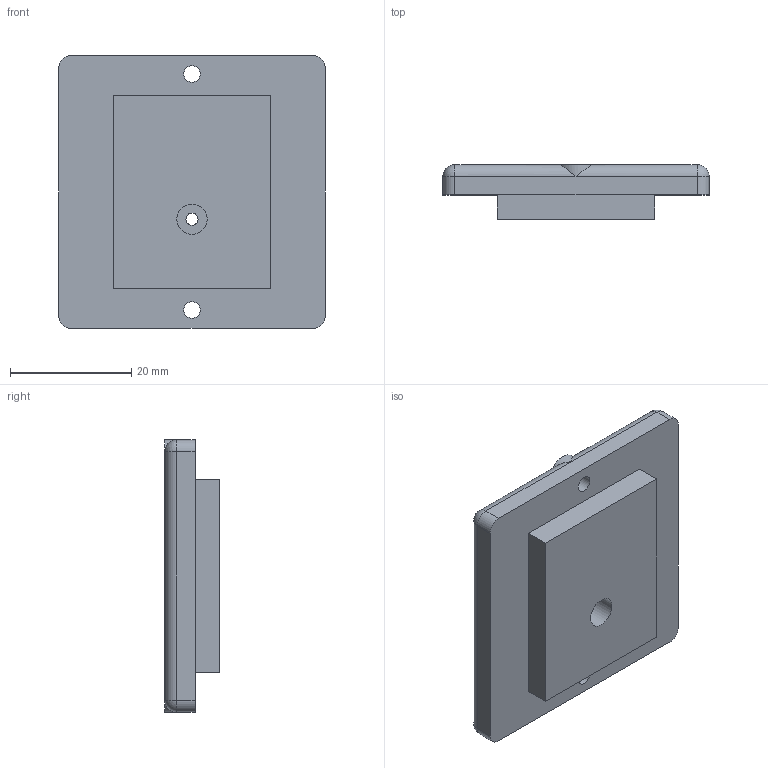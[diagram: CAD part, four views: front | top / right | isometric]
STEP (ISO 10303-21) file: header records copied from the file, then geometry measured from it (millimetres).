
FILE_DESCRIPTION(/* description */ (''),/* implementation_level */ '2;1');
FILE_NAME(/* name */ 'neck_SG90 v6.step',/* time_stamp */ '2025-07-09T20:29:53+09:00',/* author */ (''),/* organization */ (''),/* preprocessor_version */ 'ST-DEVELOPER v20.1',/* originating_system */ 'Autodesk Translation Framework v14.10.0.0',/* authorisation */ '');
FILE_SCHEMA (('AUTOMOTIVE_DESIGN { 1 0 10303 214 3 1 1 }'));
Length unit declared in the file: millimetre
Products named in the file (1): feet_sg90
Bounding box: 44 x 9 x 45 mm (x, y, z)
Volume: 12375.7 mm3; surface area: 5519 mm2
Topology: 1 solids, 1 shells, 50 faces, 118 edges, 74 vertices
Faces by surface type: plane 24, cylinder 22, sphere 4
Full cylindrical faces by diameter (mm): 2 x1, 2.7 x2, 3.8 x1, 5 x1, 5.6 x1
Entity records: 1512 total; most frequent: CARTESIAN_POINT 279, DIRECTION 258, ORIENTED_EDGE 236, EDGE_CURVE 118, AXIS2_PLACEMENT_3D 93, VERTEX_POINT 74, LINE 72, VECTOR 72
